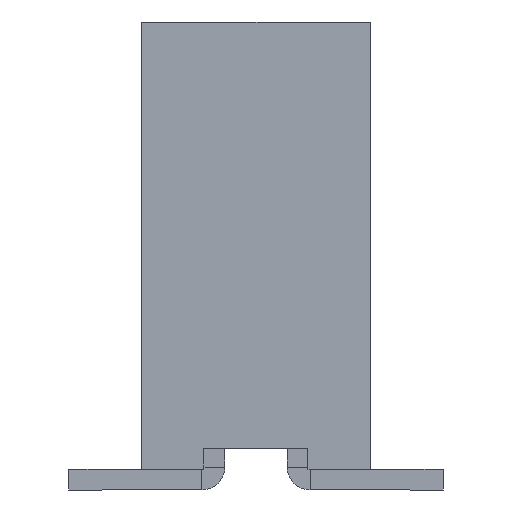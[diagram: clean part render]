
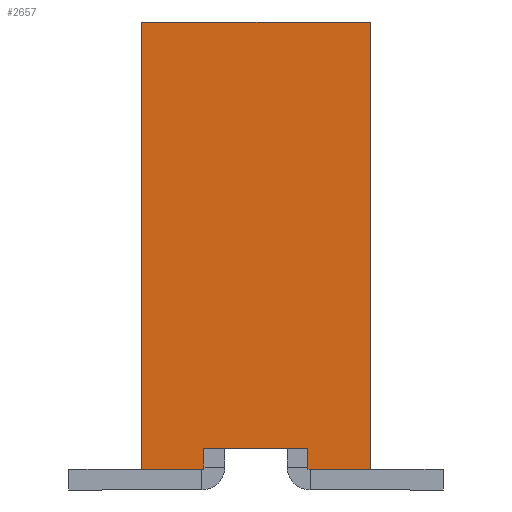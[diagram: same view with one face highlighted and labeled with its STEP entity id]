
A CAD part, left-side view. The second image highlights one B-rep face of the part: STEP entity #2657.
In plain terms, the highlighted planar face has unit normal (-1, 0, 0).
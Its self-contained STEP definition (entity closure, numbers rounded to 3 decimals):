
#848 = VECTOR ( 'NONE', #2923, 1000. ) ;
#921 = VERTEX_POINT ( 'NONE', #2931 ) ;
#981 = LINE ( 'NONE', #17545, #6254 ) ;
#1417 = PLANE ( 'NONE',  #2365 ) ;
#1517 = VECTOR ( 'NONE', #2707, 1000. ) ;
#2024 = EDGE_CURVE ( 'NONE', #23589, #3471, #13028, .T. ) ;
#2033 = ORIENTED_EDGE ( 'NONE', *, *, #4533, .F. ) ;
#2320 = ORIENTED_EDGE ( 'NONE', *, *, #10463, .F. ) ;
#2365 = AXIS2_PLACEMENT_3D ( 'NONE', #19574, #10554, #10679 ) ;
#2437 = CARTESIAN_POINT ( 'NONE',  ( -12.875, 0.5, 0.2 ) ) ;
#2657 = ADVANCED_FACE ( 'NONE', ( #23596 ), #1417, .F. ) ;
#2684 = ORIENTED_EDGE ( 'NONE', *, *, #11420, .F. ) ;
#2707 = DIRECTION ( 'NONE',  ( 0., 0., 1. ) ) ;
#2923 = DIRECTION ( 'NONE',  ( 0., 0., -1. ) ) ;
#2931 = CARTESIAN_POINT ( 'NONE',  ( -12.875, 0.5, 0. ) ) ;
#3164 = CARTESIAN_POINT ( 'NONE',  ( -12.875, 0.5, 0. ) ) ;
#3471 = VERTEX_POINT ( 'NONE', #7060 ) ;
#3775 = DIRECTION ( 'NONE',  ( 0., 0., -1. ) ) ;
#4155 = CARTESIAN_POINT ( 'NONE',  ( -12.875, -0.5, 0. ) ) ;
#4533 = EDGE_CURVE ( 'NONE', #14801, #10269, #6234, .T. ) ;
#5162 = VECTOR ( 'NONE', #14614, 1000. ) ;
#5755 = EDGE_CURVE ( 'NONE', #23589, #8960, #6886, .T. ) ;
#6234 = LINE ( 'NONE', #15119, #1517 ) ;
#6254 = VECTOR ( 'NONE', #23155, 1000. ) ;
#6667 = ORIENTED_EDGE ( 'NONE', *, *, #2024, .T. ) ;
#6736 = VECTOR ( 'NONE', #15331, 1000. ) ;
#6886 = LINE ( 'NONE', #14303, #16460 ) ;
#7060 = CARTESIAN_POINT ( 'NONE',  ( -12.875, 1.1, 0. ) ) ;
#7219 = ORIENTED_EDGE ( 'NONE', *, *, #22891, .T. ) ;
#8960 = VERTEX_POINT ( 'NONE', #18600 ) ;
#9271 = EDGE_CURVE ( 'NONE', #8960, #20280, #10680, .T. ) ;
#9643 = CARTESIAN_POINT ( 'NONE',  ( -12.875, 0.5, 0.2 ) ) ;
#10269 = VERTEX_POINT ( 'NONE', #11684 ) ;
#10463 = EDGE_CURVE ( 'NONE', #11073, #921, #10825, .T. ) ;
#10554 = DIRECTION ( 'NONE',  ( 1., 0., 0. ) ) ;
#10679 = DIRECTION ( 'NONE',  ( 0., 0., -1. ) ) ;
#10680 = LINE ( 'NONE', #20296, #11591 ) ;
#10825 = LINE ( 'NONE', #3164, #848 ) ;
#11073 = VERTEX_POINT ( 'NONE', #9643 ) ;
#11420 = EDGE_CURVE ( 'NONE', #10269, #11073, #20828, .T. ) ;
#11591 = VECTOR ( 'NONE', #14677, 1000. ) ;
#11684 = CARTESIAN_POINT ( 'NONE',  ( -12.875, -0.5, 0.2 ) ) ;
#11899 = CARTESIAN_POINT ( 'NONE',  ( -12.875, -1.1, 0. ) ) ;
#11931 = ORIENTED_EDGE ( 'NONE', *, *, #9271, .F. ) ;
#12128 = CARTESIAN_POINT ( 'NONE',  ( -12.875, 1.1, 4.3 ) ) ;
#13028 = LINE ( 'NONE', #20461, #15734 ) ;
#14303 = CARTESIAN_POINT ( 'NONE',  ( -12.875, -1.1, 4.3 ) ) ;
#14614 = DIRECTION ( 'NONE',  ( 0., -1., 0. ) ) ;
#14677 = DIRECTION ( 'NONE',  ( 0., 0., -1. ) ) ;
#14732 = CARTESIAN_POINT ( 'NONE',  ( -12.875, -1.1, 0. ) ) ;
#14801 = VERTEX_POINT ( 'NONE', #4155 ) ;
#15119 = CARTESIAN_POINT ( 'NONE',  ( -12.875, -0.5, 0.2 ) ) ;
#15331 = DIRECTION ( 'NONE',  ( 0., 1., 0. ) ) ;
#15734 = VECTOR ( 'NONE', #3775, 1000. ) ;
#16460 = VECTOR ( 'NONE', #18094, 1000. ) ;
#16797 = LINE ( 'NONE', #14732, #5162 ) ;
#17545 = CARTESIAN_POINT ( 'NONE',  ( -12.875, -1.1, 0. ) ) ;
#18094 = DIRECTION ( 'NONE',  ( 0., -1., 0. ) ) ;
#18600 = CARTESIAN_POINT ( 'NONE',  ( -12.875, -1.1, 4.3 ) ) ;
#18831 = ORIENTED_EDGE ( 'NONE', *, *, #21695, .T. ) ;
#19574 = CARTESIAN_POINT ( 'NONE',  ( -12.875, -1.1, 4.3 ) ) ;
#19929 = ORIENTED_EDGE ( 'NONE', *, *, #5755, .F. ) ;
#20224 = EDGE_LOOP ( 'NONE', ( #18831, #2320, #2684, #2033, #7219, #11931, #19929, #6667 ) ) ;
#20280 = VERTEX_POINT ( 'NONE', #11899 ) ;
#20296 = CARTESIAN_POINT ( 'NONE',  ( -12.875, -1.1, 4.3 ) ) ;
#20461 = CARTESIAN_POINT ( 'NONE',  ( -12.875, 1.1, 4.3 ) ) ;
#20828 = LINE ( 'NONE', #2437, #6736 ) ;
#21695 = EDGE_CURVE ( 'NONE', #3471, #921, #981, .T. ) ;
#22891 = EDGE_CURVE ( 'NONE', #14801, #20280, #16797, .T. ) ;
#23155 = DIRECTION ( 'NONE',  ( 0., -1., 0. ) ) ;
#23589 = VERTEX_POINT ( 'NONE', #12128 ) ;
#23596 = FACE_OUTER_BOUND ( 'NONE', #20224, .T. ) ;
